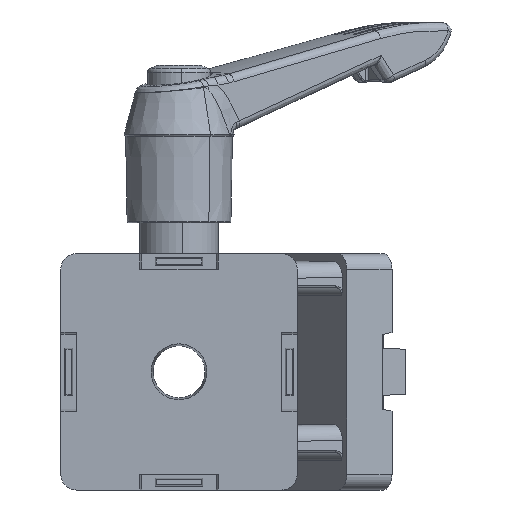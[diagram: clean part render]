
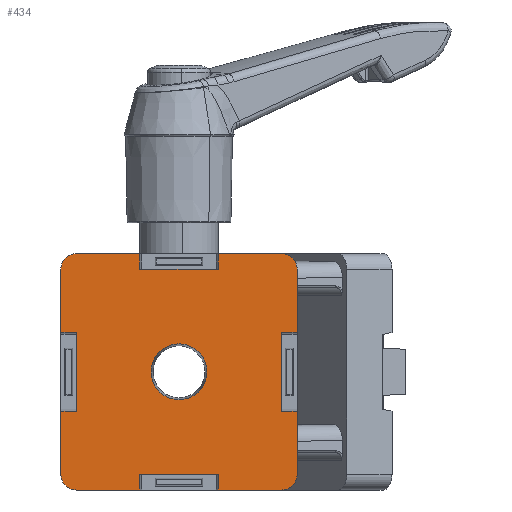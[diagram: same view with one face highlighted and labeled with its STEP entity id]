
A CAD part, front view. The second image highlights one B-rep face of the part: STEP entity #434.
In plain terms, the highlighted planar face has unit normal (0, -1, 0).
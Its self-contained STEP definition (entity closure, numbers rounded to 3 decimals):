
#434=ADVANCED_FACE('',(#1331,#1332),#1333,.T.);
#1331=FACE_OUTER_BOUND('',#4870,.T.);
#1332=FACE_BOUND('',#4871,.T.);
#1333=PLANE('',#4872);
#4870=EDGE_LOOP('',(#8062,#8063,#8064,#8065,#8066,#8067,#8068,#8069,#8070,#8071,#8072,#8073,#8074,#8075,#8076,#8077,#8078,#8079,#8080,#8081,#8082,#8083,#8084,#8085));
#4871=EDGE_LOOP('',(#8086,#8087));
#4872=AXIS2_PLACEMENT_3D('',#8088,#8089,#8090);
#8062=ORIENTED_EDGE('',*,*,#11018,.F.);
#8063=ORIENTED_EDGE('',*,*,#11019,.F.);
#8064=ORIENTED_EDGE('',*,*,#11020,.F.);
#8065=ORIENTED_EDGE('',*,*,#10996,.F.);
#8066=ORIENTED_EDGE('',*,*,#11021,.T.);
#8067=ORIENTED_EDGE('',*,*,#10985,.F.);
#8068=ORIENTED_EDGE('',*,*,#11022,.F.);
#8069=ORIENTED_EDGE('',*,*,#11023,.F.);
#8070=ORIENTED_EDGE('',*,*,#11024,.F.);
#8071=ORIENTED_EDGE('',*,*,#10989,.F.);
#8072=ORIENTED_EDGE('',*,*,#11025,.T.);
#8073=ORIENTED_EDGE('',*,*,#10978,.F.);
#8074=ORIENTED_EDGE('',*,*,#11026,.F.);
#8075=ORIENTED_EDGE('',*,*,#11027,.F.);
#8076=ORIENTED_EDGE('',*,*,#11028,.F.);
#8077=ORIENTED_EDGE('',*,*,#10982,.F.);
#8078=ORIENTED_EDGE('',*,*,#11029,.T.);
#8079=ORIENTED_EDGE('',*,*,#10971,.F.);
#8080=ORIENTED_EDGE('',*,*,#11030,.F.);
#8081=ORIENTED_EDGE('',*,*,#11031,.F.);
#8082=ORIENTED_EDGE('',*,*,#11032,.F.);
#8083=ORIENTED_EDGE('',*,*,#10975,.F.);
#8084=ORIENTED_EDGE('',*,*,#11033,.T.);
#8085=ORIENTED_EDGE('',*,*,#10992,.F.);
#8086=ORIENTED_EDGE('',*,*,#11034,.T.);
#8087=ORIENTED_EDGE('',*,*,#10906,.T.);
#8088=CARTESIAN_POINT('',(-15.0,-22.5,-15.0));
#8089=DIRECTION('',(0.,-1.0,0.));
#8090=DIRECTION('',(0.,0.,1.0));
#10906=EDGE_CURVE('',#12709,#12706,#12710,.T.);
#10971=EDGE_CURVE('',#12827,#12829,#12830,.T.);
#10975=EDGE_CURVE('',#12835,#12837,#12838,.T.);
#10978=EDGE_CURVE('',#12840,#12842,#12843,.T.);
#10982=EDGE_CURVE('',#12848,#12850,#12851,.T.);
#10985=EDGE_CURVE('',#12853,#12855,#12856,.T.);
#10989=EDGE_CURVE('',#12861,#12863,#12864,.T.);
#10992=EDGE_CURVE('',#12866,#12868,#12869,.T.);
#10996=EDGE_CURVE('',#12874,#12876,#12877,.T.);
#11018=EDGE_CURVE('',#12911,#12866,#12912,.T.);
#11019=EDGE_CURVE('',#12913,#12911,#12914,.T.);
#11020=EDGE_CURVE('',#12876,#12913,#12915,.T.);
#11021=EDGE_CURVE('',#12874,#12855,#12916,.T.);
#11022=EDGE_CURVE('',#12917,#12853,#12918,.T.);
#11023=EDGE_CURVE('',#12919,#12917,#12920,.T.);
#11024=EDGE_CURVE('',#12863,#12919,#12921,.T.);
#11025=EDGE_CURVE('',#12861,#12842,#12922,.T.);
#11026=EDGE_CURVE('',#12923,#12840,#12924,.T.);
#11027=EDGE_CURVE('',#12925,#12923,#12926,.T.);
#11028=EDGE_CURVE('',#12850,#12925,#12927,.T.);
#11029=EDGE_CURVE('',#12848,#12829,#12928,.T.);
#11030=EDGE_CURVE('',#12929,#12827,#12930,.T.);
#11031=EDGE_CURVE('',#12931,#12929,#12932,.T.);
#11032=EDGE_CURVE('',#12837,#12931,#12933,.T.);
#11033=EDGE_CURVE('',#12835,#12868,#12934,.T.);
#11034=EDGE_CURVE('',#12706,#12709,#12935,.T.);
#12706=VERTEX_POINT('',#16691);
#12709=VERTEX_POINT('',#16695);
#12710=CIRCLE('',#16696,3.544);
#12827=VERTEX_POINT('',#16924);
#12829=VERTEX_POINT('',#16927);
#12830=LINE('',#16928,#16929);
#12835=VERTEX_POINT('',#16936);
#12837=VERTEX_POINT('',#16939);
#12838=LINE('',#16940,#16941);
#12840=VERTEX_POINT('',#16944);
#12842=VERTEX_POINT('',#16947);
#12843=LINE('',#16948,#16949);
#12848=VERTEX_POINT('',#16956);
#12850=VERTEX_POINT('',#16959);
#12851=LINE('',#16960,#16961);
#12853=VERTEX_POINT('',#16964);
#12855=VERTEX_POINT('',#16967);
#12856=LINE('',#16968,#16969);
#12861=VERTEX_POINT('',#16976);
#12863=VERTEX_POINT('',#16979);
#12864=LINE('',#16980,#16981);
#12866=VERTEX_POINT('',#16984);
#12868=VERTEX_POINT('',#16987);
#12869=LINE('',#16988,#16989);
#12874=VERTEX_POINT('',#16996);
#12876=VERTEX_POINT('',#16999);
#12877=LINE('',#17000,#17001);
#12911=VERTEX_POINT('',#17103);
#12912=LINE('',#17104,#17105);
#12913=VERTEX_POINT('',#17106);
#12914=LINE('',#17107,#17108);
#12915=LINE('',#17109,#17110);
#12916=CIRCLE('',#17111,2.0);
#12917=VERTEX_POINT('',#17112);
#12918=LINE('',#17113,#17114);
#12919=VERTEX_POINT('',#17115);
#12920=LINE('',#17116,#17117);
#12921=LINE('',#17118,#17119);
#12922=CIRCLE('',#17120,2.0);
#12923=VERTEX_POINT('',#17121);
#12924=LINE('',#17122,#17123);
#12925=VERTEX_POINT('',#17124);
#12926=LINE('',#17125,#17126);
#12927=LINE('',#17127,#17128);
#12928=CIRCLE('',#17129,2.0);
#12929=VERTEX_POINT('',#17130);
#12930=LINE('',#17131,#17132);
#12931=VERTEX_POINT('',#17133);
#12932=LINE('',#17134,#17135);
#12933=LINE('',#17136,#17137);
#12934=CIRCLE('',#17138,2.0);
#12935=CIRCLE('',#17139,3.544);
#16691=CARTESIAN_POINT('',(-3.544,-22.5,0.));
#16695=CARTESIAN_POINT('',(3.544,-22.5,0.));
#16696=AXIS2_PLACEMENT_3D('',#19934,#19935,#19936);
#16924=CARTESIAN_POINT('',(-15.0,-22.5,5.0));
#16927=CARTESIAN_POINT('',(-15.0,-22.5,13.0));
#16928=CARTESIAN_POINT('',(-15.0,-22.5,15.0));
#16929=VECTOR('',#20007,1000.0);
#16936=CARTESIAN_POINT('',(-15.0,-22.5,-13.0));
#16939=CARTESIAN_POINT('',(-15.0,-22.5,-5.0));
#16940=CARTESIAN_POINT('',(-15.0,-22.5,15.0));
#16941=VECTOR('',#20011,1000.0);
#16944=CARTESIAN_POINT('',(5.0,-22.5,15.0));
#16947=CARTESIAN_POINT('',(13.0,-22.5,15.0));
#16948=CARTESIAN_POINT('',(-15.0,-22.5,15.0));
#16949=VECTOR('',#20014,1000.0);
#16956=CARTESIAN_POINT('',(-13.0,-22.5,15.0));
#16959=CARTESIAN_POINT('',(-5.0,-22.5,15.0));
#16960=CARTESIAN_POINT('',(-15.0,-22.5,15.0));
#16961=VECTOR('',#20018,1000.0);
#16964=CARTESIAN_POINT('',(15.0,-22.5,-5.0));
#16967=CARTESIAN_POINT('',(15.0,-22.5,-13.0));
#16968=CARTESIAN_POINT('',(15.0,-22.5,15.0));
#16969=VECTOR('',#20021,1000.0);
#16976=CARTESIAN_POINT('',(15.0,-22.5,13.0));
#16979=CARTESIAN_POINT('',(15.0,-22.5,5.0));
#16980=CARTESIAN_POINT('',(15.0,-22.5,15.0));
#16981=VECTOR('',#20025,1000.0);
#16984=CARTESIAN_POINT('',(-5.0,-22.5,-15.0));
#16987=CARTESIAN_POINT('',(-13.0,-22.5,-15.0));
#16988=CARTESIAN_POINT('',(-15.0,-22.5,-15.0));
#16989=VECTOR('',#20028,1000.0);
#16996=CARTESIAN_POINT('',(13.0,-22.5,-15.0));
#16999=CARTESIAN_POINT('',(5.0,-22.5,-15.0));
#17000=CARTESIAN_POINT('',(-15.0,-22.5,-15.0));
#17001=VECTOR('',#20032,1000.0);
#17103=CARTESIAN_POINT('',(-5.0,-22.5,-13.0));
#17104=CARTESIAN_POINT('',(-5.0,-22.5,-15.0));
#17105=VECTOR('',#20056,1000.0);
#17106=CARTESIAN_POINT('',(5.0,-22.5,-13.0));
#17107=CARTESIAN_POINT('',(5.0,-22.5,-13.0));
#17108=VECTOR('',#20057,1000.0);
#17109=CARTESIAN_POINT('',(5.0,-22.5,-15.0));
#17110=VECTOR('',#20058,1000.0);
#17111=AXIS2_PLACEMENT_3D('',#20059,#20060,#20061);
#17112=CARTESIAN_POINT('',(13.0,-22.5,-5.0));
#17113=CARTESIAN_POINT('',(15.0,-22.5,-5.0));
#17114=VECTOR('',#20062,1000.0);
#17115=CARTESIAN_POINT('',(13.0,-22.5,5.0));
#17116=CARTESIAN_POINT('',(13.0,-22.5,5.0));
#17117=VECTOR('',#20063,1000.0);
#17118=CARTESIAN_POINT('',(15.0,-22.5,5.0));
#17119=VECTOR('',#20064,1000.0);
#17120=AXIS2_PLACEMENT_3D('',#20065,#20066,#20067);
#17121=CARTESIAN_POINT('',(5.0,-22.5,13.0));
#17122=CARTESIAN_POINT('',(5.0,-22.5,15.0));
#17123=VECTOR('',#20068,1000.0);
#17124=CARTESIAN_POINT('',(-5.0,-22.5,13.0));
#17125=CARTESIAN_POINT('',(5.0,-22.5,13.0));
#17126=VECTOR('',#20069,1000.0);
#17127=CARTESIAN_POINT('',(-5.0,-22.5,15.0));
#17128=VECTOR('',#20070,1000.0);
#17129=AXIS2_PLACEMENT_3D('',#20071,#20072,#20073);
#17130=CARTESIAN_POINT('',(-13.0,-22.5,5.0));
#17131=CARTESIAN_POINT('',(-15.0,-22.5,5.0));
#17132=VECTOR('',#20074,1000.0);
#17133=CARTESIAN_POINT('',(-13.0,-22.5,-5.0));
#17134=CARTESIAN_POINT('',(-13.0,-22.5,5.0));
#17135=VECTOR('',#20075,1000.0);
#17136=CARTESIAN_POINT('',(-15.0,-22.5,-5.0));
#17137=VECTOR('',#20076,1000.0);
#17138=AXIS2_PLACEMENT_3D('',#20077,#20078,#20079);
#17139=AXIS2_PLACEMENT_3D('',#20080,#20081,#20082);
#19934=CARTESIAN_POINT('',(0.0,-22.5,0.));
#19935=DIRECTION('',(0.,1.0,0.));
#19936=DIRECTION('',(-1.0,0.,0.));
#20007=DIRECTION('',(0.,0.,1.0));
#20011=DIRECTION('',(0.,0.,1.0));
#20014=DIRECTION('',(1.0,0.,0.));
#20018=DIRECTION('',(1.0,0.,0.));
#20021=DIRECTION('',(0.,0.,-1.0));
#20025=DIRECTION('',(0.,0.,-1.0));
#20028=DIRECTION('',(-1.0,0.,0.));
#20032=DIRECTION('',(-1.0,0.,0.));
#20056=DIRECTION('',(0.,0.,-1.0));
#20057=DIRECTION('',(-1.0,0.,0.));
#20058=DIRECTION('',(0.,0.,1.0));
#20059=CARTESIAN_POINT('',(13.0,-22.5,-13.0));
#20060=DIRECTION('',(0.,-1.0,0.));
#20061=DIRECTION('',(-1.0,0.,0.));
#20062=DIRECTION('',(1.0,0.,0.));
#20063=DIRECTION('',(0.,0.,-1.0));
#20064=DIRECTION('',(-1.0,0.,0.));
#20065=CARTESIAN_POINT('',(13.0,-22.5,13.0));
#20066=DIRECTION('',(0.,-1.0,0.));
#20067=DIRECTION('',(-1.0,0.,0.));
#20068=DIRECTION('',(0.,0.,1.0));
#20069=DIRECTION('',(1.0,0.,0.));
#20070=DIRECTION('',(0.,0.,-1.0));
#20071=CARTESIAN_POINT('',(-13.0,-22.5,13.0));
#20072=DIRECTION('',(0.,-1.0,0.));
#20073=DIRECTION('',(-1.0,0.,0.));
#20074=DIRECTION('',(-1.0,0.,0.));
#20075=DIRECTION('',(0.,0.,1.0));
#20076=DIRECTION('',(1.0,0.,0.));
#20077=CARTESIAN_POINT('',(-13.0,-22.5,-13.0));
#20078=DIRECTION('',(0.,-1.0,0.));
#20079=DIRECTION('',(-1.0,0.,0.));
#20080=CARTESIAN_POINT('',(0.0,-22.5,0.));
#20081=DIRECTION('',(0.,1.0,0.));
#20082=DIRECTION('',(-1.0,0.,0.));
